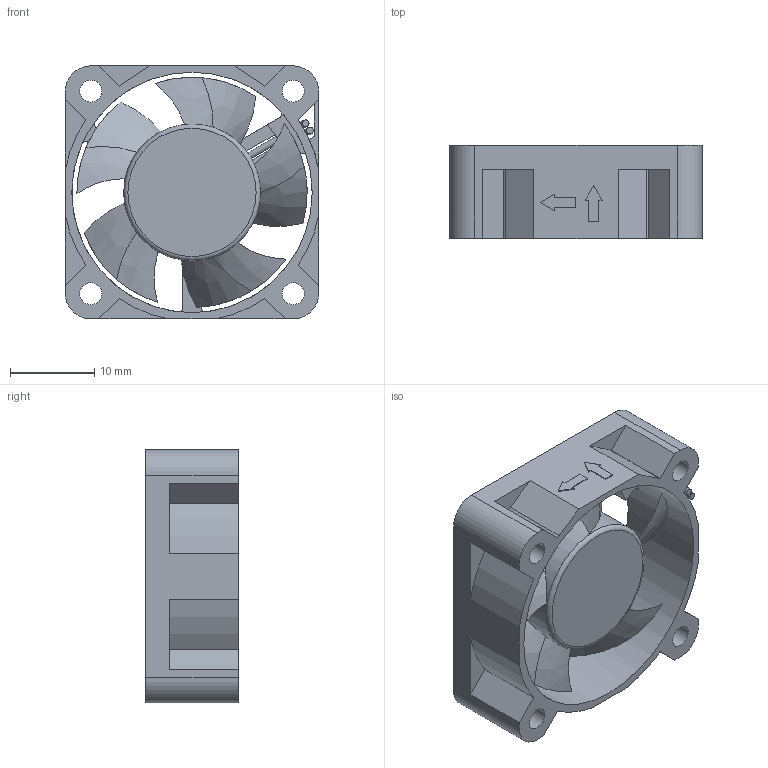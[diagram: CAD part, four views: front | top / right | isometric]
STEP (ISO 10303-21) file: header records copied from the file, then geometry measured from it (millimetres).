
FILE_DESCRIPTION(/* description */ (''),/* implementation_level */ '2;1');
FILE_NAME(/* name */ '3010.step',/* time_stamp */ '2025-07-02T08:24:53-05:00',/* author */ (''),/* organization */ (''),/* preprocessor_version */ 'ST-DEVELOPER v20.1',/* originating_system */ 'Autodesk Translation Framework v14.10.0.0',/* authorisation */ '');
FILE_SCHEMA (('AUTOMOTIVE_DESIGN { 1 0 10303 214 3 1 1 }'));
Length unit declared in the file: millimetre
Products named in the file (4): 3010 Axial Fan; Housing; Fan Blades; Wires
Assembly tree (3 placements, depth 2):
  3010 Axial Fan
    Housing
    Fan Blades
    Wires
Bounding box: 30 x 11 x 30.1 mm (x, y, z)
Volume: 3965.4 mm3; surface area: 5379.5 mm2
Topology: 4 solids, 4 shells, 127 faces, 339 edges, 223 vertices
Faces by surface type: plane 63, cylinder 41, bspline 20, torus 3
Full cylindrical faces by diameter (mm): 0.8 x4, 2.6 x4, 7 x1, 16.2 x1, 28.5 x1
Entity records: 4899 total; most frequent: CARTESIAN_POINT 1646, ORIENTED_EDGE 678, DIRECTION 599, EDGE_CURVE 339, VERTEX_POINT 223, AXIS2_PLACEMENT_3D 205, LINE 189, VECTOR 189
